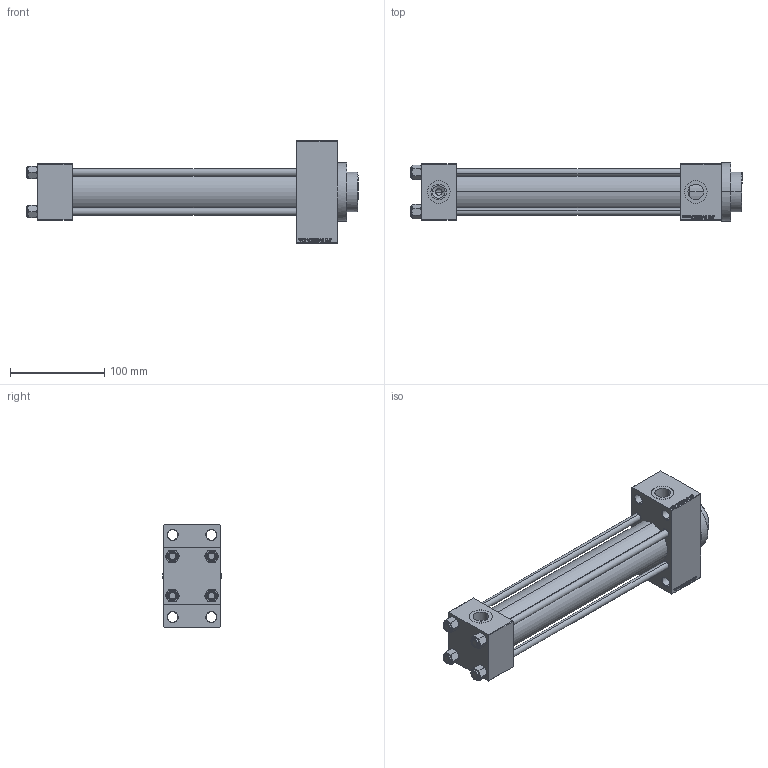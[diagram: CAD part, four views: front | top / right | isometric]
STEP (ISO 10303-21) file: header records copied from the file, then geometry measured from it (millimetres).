
FILE_DESCRIPTION (( 'STEP AP203' ), '1' );
FILE_NAME ('47e6.STEP', '2021-10-28T11:08:51', ( '' ), ( '' ), 'SwSTEP 2.0', 'SolidWorks 2019', '' );
FILE_SCHEMA (( 'CONFIG_CONTROL_DESIGN' ));
Length unit declared in the file: millimetre
Products named in the file (9): V215_VC_A 01e856127b26d7c0c1529d381830c2d8; FEMALE_PART_FOR_DFA 01e856127b26d7c0c1529d381830c2d8; 47e6; NUT_M5_D 01e856127b26d7c0c1529d381830c2d8; MFA 01e856127b26d7c0c1529d381830c2d8; V215CR_VCP_D 01e856127b26d7c0c1529d381830c2d8; DFA 01e856127b26d7c0c1529d381830c2d8; V215CR_D_TYCINKA 01e856127b26d7c0c1529d381830c2d8; V215CR_D 01e856127b26d7c0c1529d381830c2d8
Assembly tree (14 placements, depth 3):
  47e6
    V215CR_D 01e856127b26d7c0c1529d381830c2d8
    V215CR_VCP_D 01e856127b26d7c0c1529d381830c2d8
    NUT_M5_D 01e856127b26d7c0c1529d381830c2d8  x4
    V215CR_D_TYCINKA 01e856127b26d7c0c1529d381830c2d8  x4
    V215_VC_A 01e856127b26d7c0c1529d381830c2d8
    DFA 01e856127b26d7c0c1529d381830c2d8
      FEMALE_PART_FOR_DFA 01e856127b26d7c0c1529d381830c2d8
      MFA 01e856127b26d7c0c1529d381830c2d8
Bounding box: 352 x 62 x 109 mm (x, y, z)
Volume: 667426.4 mm3; surface area: 206712.5 mm2
Topology: 13 solids, 13 shells, 1201 faces, 2965 edges, 1903 vertices
Faces by surface type: plane 532, bspline 368, cone 184, cylinder 105, torus 12
Entity records: 50420 total; most frequent: CARTESIAN_POINT 25868, ORIENTED_EDGE 5422, DIRECTION 3647, EDGE_CURVE 2711, VERTEX_POINT 1759, VECTOR 1571, LINE 1571, EDGE_LOOP 1214
